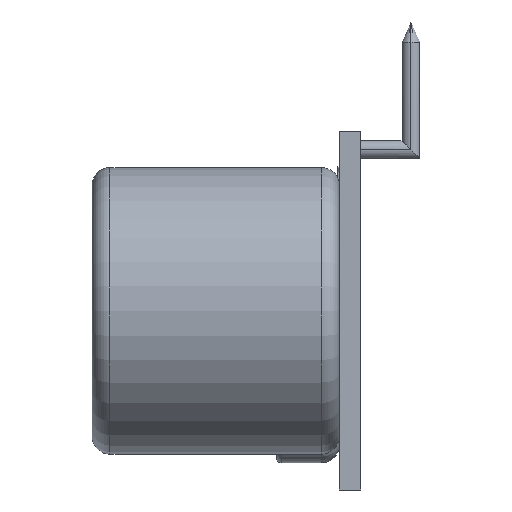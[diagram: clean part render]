
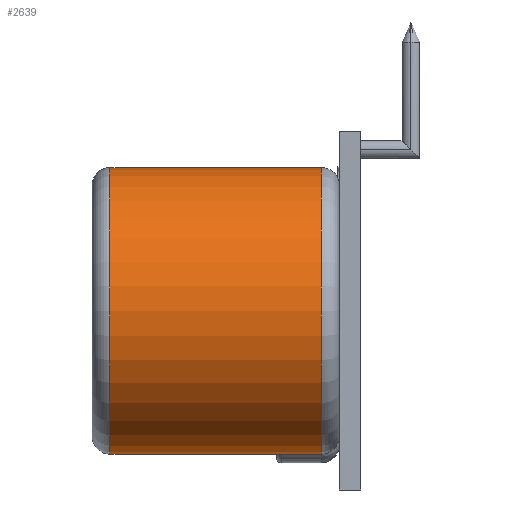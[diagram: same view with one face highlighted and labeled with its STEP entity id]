
A CAD part, left-side view. The second image highlights one B-rep face of the part: STEP entity #2639.
In plain terms, the highlighted cylindrical face has radius 8 mm (diameter 16 mm), a partial arc.
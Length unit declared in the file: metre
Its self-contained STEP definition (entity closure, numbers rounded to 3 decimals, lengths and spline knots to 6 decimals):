
#101 = EDGE_CURVE ( 'NONE', #18101, #18107, #6960, .T. ) ;
#102 = EDGE_CURVE ( 'NONE', #18098, #18108, #6965, .T. ) ;
#103 = EDGE_CURVE ( 'NONE', #18101, #18098, #5158, .T. ) ;
#104 = EDGE_CURVE ( 'NONE', #18108, #18107, #5177, .T. ) ;
#2639 = ADVANCED_FACE ( 'NONE', ( #8289 ), #8287, .T. ) ;
#4554 = EDGE_LOOP ( 'NONE', ( #6345, #6346, #6347, #6348 ) ) ;
#5144 = VECTOR ( 'NONE', #6964, 1. ) ;
#5158 = CIRCLE ( 'NONE', #5178, 0.008 ) ;
#5170 = AXIS2_PLACEMENT_3D ( 'NONE', #6971, #6972, #6973 ) ;
#5177 = CIRCLE ( 'NONE', #5170, 0.008 ) ;
#5178 = AXIS2_PLACEMENT_3D ( 'NONE', #6968, #6969, #6970 ) ;
#5184 = VECTOR ( 'NONE', #6967, 1. ) ;
#6345 = ORIENTED_EDGE ( 'NONE', *, *, #101, .F. ) ;
#6346 = ORIENTED_EDGE ( 'NONE', *, *, #103, .T. ) ;
#6347 = ORIENTED_EDGE ( 'NONE', *, *, #102, .T. ) ;
#6348 = ORIENTED_EDGE ( 'NONE', *, *, #104, .T. ) ;
#6956 = CARTESIAN_POINT ( 'NONE',  ( -0.0135, 0.015, 0.008 ) ) ;
#6960 = LINE ( 'NONE', #6956, #5144 ) ;
#6964 = DIRECTION ( 'NONE',  ( 0., -1., 0. ) ) ;
#6965 = LINE ( 'NONE', #6966, #5184 ) ;
#6966 = CARTESIAN_POINT ( 'NONE',  ( -0.0135, 0.015, -0.008 ) ) ;
#6967 = DIRECTION ( 'NONE',  ( 0., -1., 0. ) ) ;
#6968 = CARTESIAN_POINT ( 'NONE',  ( -0.0135, 0.014, 0. ) ) ;
#6969 = DIRECTION ( 'NONE',  ( 0., -1., 0. ) ) ;
#6970 = DIRECTION ( 'NONE',  ( 0., 0., 1. ) ) ;
#6971 = CARTESIAN_POINT ( 'NONE',  ( -0.0135, 0.0022, 0. ) ) ;
#6972 = DIRECTION ( 'NONE',  ( 0., 1., 0. ) ) ;
#6973 = DIRECTION ( 'NONE',  ( 0., 0., 1. ) ) ;
#7306 = AXIS2_PLACEMENT_3D ( 'NONE', #8291, #8312, #8314 ) ;
#8287 = CYLINDRICAL_SURFACE ( 'NONE', #7306, 0.008 ) ;
#8289 = FACE_OUTER_BOUND ( 'NONE', #4554, .T. ) ;
#8291 = CARTESIAN_POINT ( 'NONE',  ( -0.0135, 0.015, 0. ) ) ;
#8312 = DIRECTION ( 'NONE',  ( 0., -1., 0. ) ) ;
#8314 = DIRECTION ( 'NONE',  ( 0., 0., -1. ) ) ;
#17723 = CARTESIAN_POINT ( 'NONE',  ( -0.0135, 0.014, -0.008 ) ) ;
#17726 = CARTESIAN_POINT ( 'NONE',  ( -0.0135, 0.014, 0.008 ) ) ;
#17732 = CARTESIAN_POINT ( 'NONE',  ( -0.0135, 0.0022, 0.008 ) ) ;
#17733 = CARTESIAN_POINT ( 'NONE',  ( -0.0135, 0.0022, -0.008 ) ) ;
#18098 = VERTEX_POINT ( 'NONE', #17723 ) ;
#18101 = VERTEX_POINT ( 'NONE', #17726 ) ;
#18107 = VERTEX_POINT ( 'NONE', #17732 ) ;
#18108 = VERTEX_POINT ( 'NONE', #17733 ) ;
